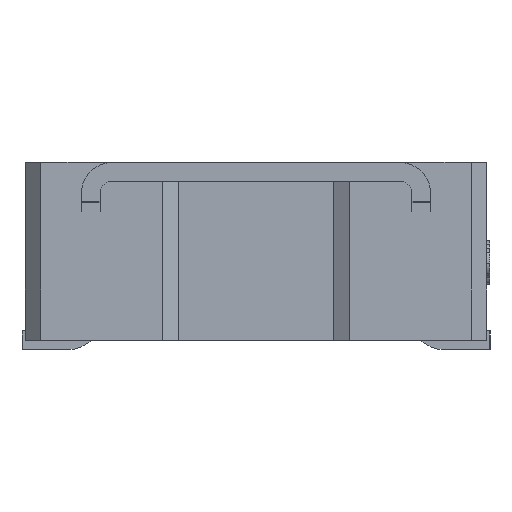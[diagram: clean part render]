
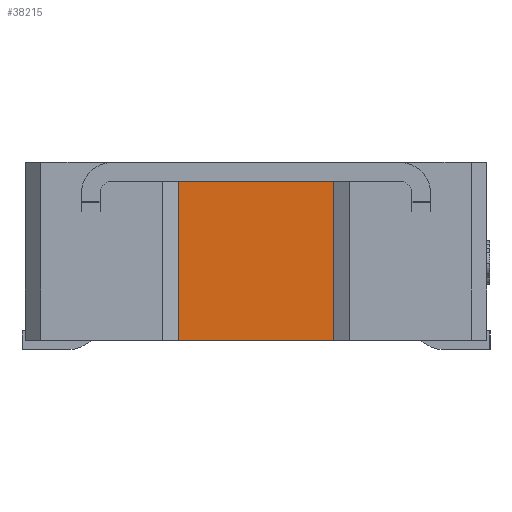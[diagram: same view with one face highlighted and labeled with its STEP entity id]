
A CAD part, left-side view. The second image highlights one B-rep face of the part: STEP entity #38215.
In plain terms, the highlighted planar face has unit normal (-1, 0, 0).
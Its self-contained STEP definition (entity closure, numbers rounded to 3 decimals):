
#29864=VERTEX_POINT('',#29865);
#29865=CARTESIAN_POINT('',(-1.549,-0.25,0.03));
#29871=EDGE_CURVE('',#29864,#29872,#29874,.F.);
#29872=VERTEX_POINT('',#29873);
#29873=CARTESIAN_POINT('',(-1.549,0.25,0.03));
#29874=LINE('',#29875,#29876);
#29875=CARTESIAN_POINT('',(-1.549,0.25,0.03));
#29876=VECTOR('',#29877,1.0);
#29877=DIRECTION('',(0.,-1.0,0.0));
#38196=VERTEX_POINT('',#38197);
#38197=CARTESIAN_POINT('',(-1.549,0.25,0.54));
#38205=EDGE_CURVE('',#29872,#38196,#38206,.T.);
#38206=LINE('',#38207,#38208);
#38207=CARTESIAN_POINT('',(-1.549,0.25,0.03));
#38208=VECTOR('',#38209,1.0);
#38209=DIRECTION('',(0.,0.,1.0));
#38215=ADVANCED_FACE('',(#38216),#38234,.F.);
#38216=FACE_BOUND('',#38217,.T.);
#38217=EDGE_LOOP('',(#38218,#38226,#38232,#38233));
#38218=ORIENTED_EDGE('',*,*,#38219,.T.);
#38219=EDGE_CURVE('',#29864,#38220,#38222,.F.);
#38220=VERTEX_POINT('',#38221);
#38221=CARTESIAN_POINT('',(-1.549,-0.25,0.54));
#38222=LINE('',#38223,#38224);
#38223=CARTESIAN_POINT('',(-1.549,-0.25,0.6));
#38224=VECTOR('',#38225,1.0);
#38225=DIRECTION('',(0.,0.,-1.0));
#38226=ORIENTED_EDGE('',*,*,#38227,.T.);
#38227=EDGE_CURVE('',#38220,#38196,#38228,.T.);
#38228=LINE('',#38229,#38230);
#38229=CARTESIAN_POINT('',(-1.549,-0.075,0.54));
#38230=VECTOR('',#38231,1.0);
#38231=DIRECTION('',(0.,1.0,0.0));
#38232=ORIENTED_EDGE('',*,*,#38205,.F.);
#38233=ORIENTED_EDGE('',*,*,#29871,.F.);
#38234=PLANE('',#38235);
#38235=AXIS2_PLACEMENT_3D('',#38236,#38237,#38238);
#38236=CARTESIAN_POINT('',(-1.549,-0.075,0.03));
#38237=DIRECTION('',(1.0,0.,0.));
#38238=DIRECTION('',(0.,0.,1.0));
